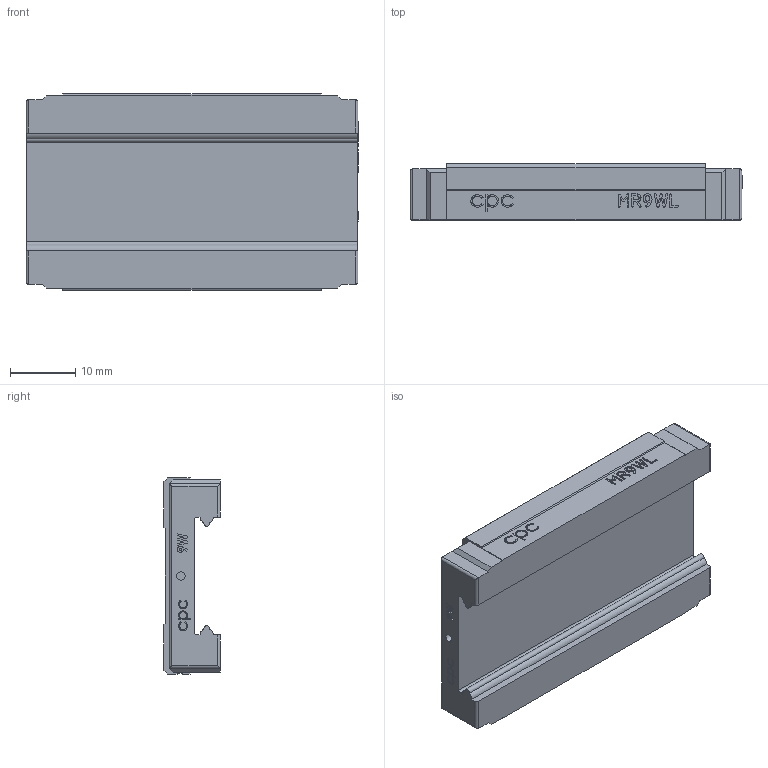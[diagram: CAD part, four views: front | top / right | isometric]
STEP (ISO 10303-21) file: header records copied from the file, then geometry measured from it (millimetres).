
FILE_DESCRIPTION (( 'STEP AP203' ), '1' );
FILE_NAME ('9WL-SS-ZZ-block.STEP', '2009-08-03T03:17:10', ( 'cpc' ), ( '' ), 'SwSTEP 2.0', 'SolidWorks 2007', '' );
FILE_SCHEMA (( 'CONFIG_CONTROL_DESIGN' ));
Length unit declared in the file: millimetre
Products named in the file (1): 9WL-SS-ZZ-block
Bounding box: 50.7 x 8.6 x 30 mm (x, y, z)
Volume: 8952.1 mm3; surface area: 4993.4 mm2
Topology: 1 solids, 1 shells, 493 faces, 1319 edges, 866 vertices
Faces by surface type: bspline 224, plane 211, cylinder 42, cone 16
Entity records: 24978 total; most frequent: CARTESIAN_POINT 14135, ORIENTED_EDGE 2622, DIRECTION 1471, EDGE_CURVE 1311, VERTEX_POINT 866, LINE 779, VECTOR 779, EDGE_LOOP 539
